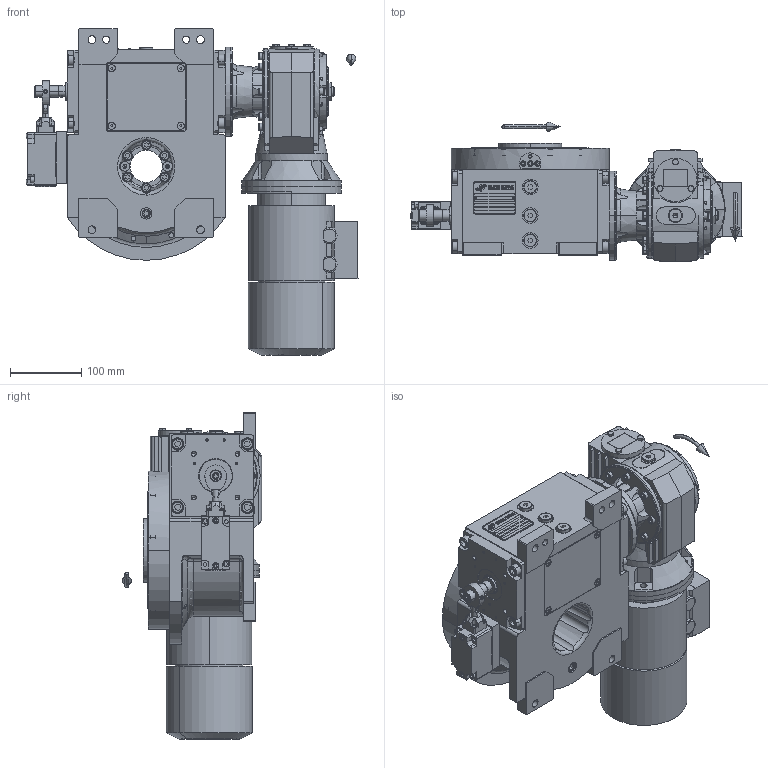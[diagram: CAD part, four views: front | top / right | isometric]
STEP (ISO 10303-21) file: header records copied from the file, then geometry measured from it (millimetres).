
FILE_DESCRIPTION (( 'STEP AP203' ), '1' );
FILE_NAME ('PC5201956.step', '2026-03-20T12:53:11', ( '' ), ( '' ), 'SwSTEP 2.0', 'SolidWorks 2020', '' );
FILE_SCHEMA (( 'CONFIG_CONTROL_DESIGN' ));
Length unit declared in the file: millimetre
Products named in the file (91): CFN2203_02_001.stp; cfn2128_04_004; rig06_071_10_m_asm.stp; CFN2223_01-570X6-B.stp; cfn2151_01_290; AS_rig06_017; 900_38_11_34_4; cfn2205_01_013; rig06_017; cfn2000_01_103; 900_38_30_003; CFN2010_01_012.stp; cfn2155_01_303; AS_900_38_11_34_4; cfn2000_01_124; cfn2000_01_168; AS_rig06_071_10_m; cfn2003_01_054; 9004_1704; cfn2000_01_126; cfn2158_01_011; RIG06_021_AF0.stp; rig06_002_bl_001; rig06_016; cfn2115_01_005; rig06_001_a; cfn2476_01_002_60x46; cfn2155_01_056; cfn2107_01_001; olio_agip_blasia_150; rig06_007_master; cfn2010_01_015.prt; AS_rig06_004; cfn2128_19_002; AS_cfn2000_01_168; cfn2400_01_001; CFN2356_03_047.stp; AS_cfn2400_01_001; CFN2000_01_185.stp; CFN2010_02_002.stp ...
Assembly tree (87 placements, depth 5):
  CFN2203_02_001.stp
  CFN2223_01-570X6-B.stp
  cfn2151_01_290
  cfn2205_01_013
  CFN2010_01_012.stp
Bounding box: 466.4 x 196.5 x 457.99 mm (x, y, z)
Volume: 7248145.8 mm3; surface area: 1209074.3 mm2
Topology: 74 solids, 81 shells, 3621 faces, 9104 edges, 5812 vertices
Faces by surface type: plane 1671, cylinder 1171, cone 603, torus 164, bspline 6, sphere 6
Entity records: 122848 total; most frequent: CARTESIAN_POINT 30230, DIRECTION 17587, ORIENTED_EDGE 17036, EDGE_CURVE 8518, AXIS2_PLACEMENT_3D 6388, VERTEX_POINT 5515, VECTOR 4811, LINE 4811
